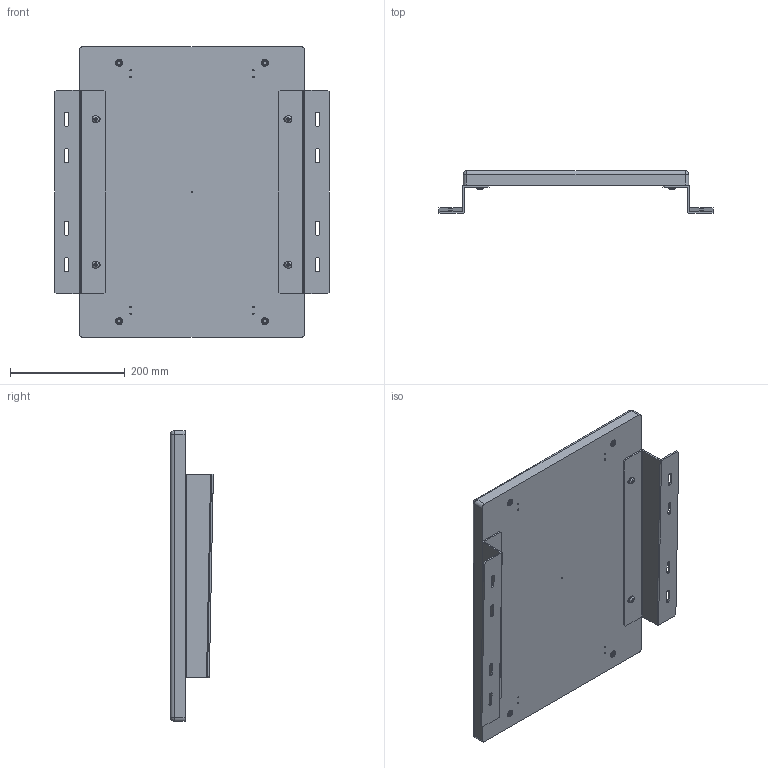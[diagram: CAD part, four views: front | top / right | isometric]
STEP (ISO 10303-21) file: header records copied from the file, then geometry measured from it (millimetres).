
FILE_DESCRIPTION(/* description */ (''),/* implementation_level */ '2;1');
FILE_NAME(/* name */ 'KTI07.stp',/* time_stamp */ '2019-05-23T07:43:12-04:00',/* author */ ('emehringer'),/* organization */ (''),/* preprocessor_version */ 'ST-DEVELOPER v16.13',/* originating_system */ 'Autodesk Inventor 2018',/* authorisation */ '');
FILE_SCHEMA (('AUTOMOTIVE_DESIGN { 1 0 10303 214 3 1 1 }'));
Length unit declared in the file: inch
Products named in the file (7): KTI07; GT03 ITOP 042T; GT03 ITOP 042T_1; 1/4-20X3/4" LG. INSERT NUT; KOT10 BRK L; KOT10 BRK R; 1420X3/4 PSHPB
Assembly tree (16 placements, depth 3):
  KTI07
    GT03 ITOP 042T
      GT03 ITOP 042T_1
      1/4-20X3/4" LG. INSERT NUT  x8
    KOT10 BRK L
    KOT10 BRK R
    1420X3/4 PSHPB  x4
Bounding box: 479.43 x 74.71 x 508 mm (x, y, z)
Volume: 5351703.3 mm3; surface area: 648429.5 mm2
Topology: 15 solids, 15 shells, 1256 faces, 3415 edges, 2214 vertices
Faces by surface type: plane 1019, cylinder 97, cone 80, bspline 24, torus 20, sphere 16
Full cylindrical faces by diameter (mm): 2.381 x17, 6.35 x12, 7.336 x8, 8.731 x8, 12.289 x8, 12.497 x4
Entity records: 11831 total; most frequent: CARTESIAN_POINT 4287, ORIENTED_EDGE 1486, DIRECTION 1432, EDGE_CURVE 743, AXIS2_PLACEMENT_3D 576, VERTEX_POINT 507, EDGE_LOOP 398, FACE_OUTER_BOUND 309
